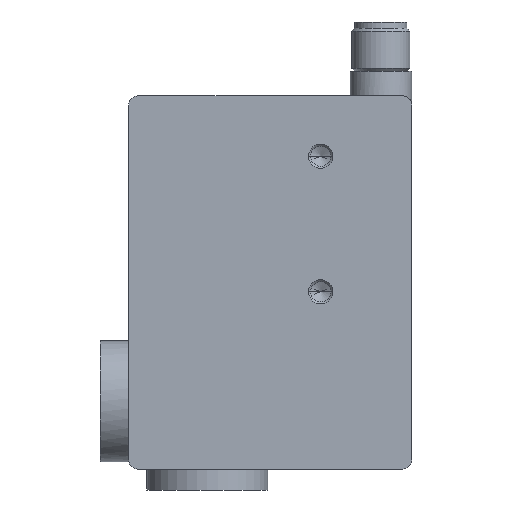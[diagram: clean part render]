
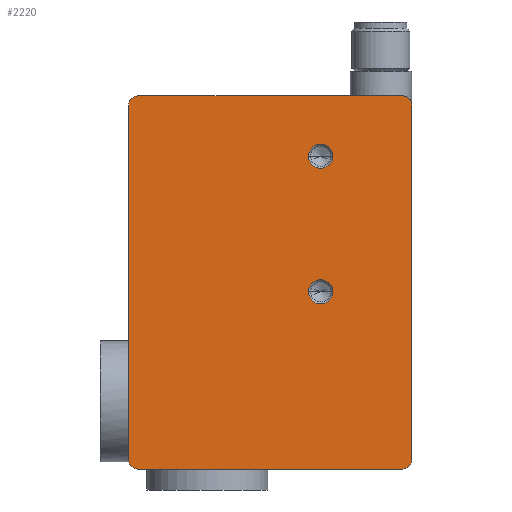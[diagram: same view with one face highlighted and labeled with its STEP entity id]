
A CAD part, front view. The second image highlights one B-rep face of the part: STEP entity #2220.
In plain terms, the highlighted planar face has unit normal (0, -1, 0).
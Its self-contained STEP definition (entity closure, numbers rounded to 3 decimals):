
#1700=CARTESIAN_POINT('POINT105',(-27.305,-15.494,76.962)
   );
#1701=VERTEX_POINT('VERTEX105',#1700);
#1708=CARTESIAN_POINT('POINT106',(27.305,-15.494,
   76.962));
#1709=VERTEX_POINT('VERTEX106',#1708);
#1710=CARTESIAN_POINT('POS163',(27.305,-15.494,76.962));
#1711=DIRECTION('DIR258',(1.,0.,
   0.));
#1712=VECTOR('VEC68',#1711,25.4);
#1713=LINE('STRAIGHT68',#1710,#1712);
#1714=EDGE_CURVE('EDGE164',#1701,#1709,#1713,.T.);
#1729=CARTESIAN_POINT('POINT107',(29.21,-15.494,75.057));
#1730=VERTEX_POINT('VERTEX107',#1729);
#1731=CARTESIAN_POINT('POS165',(27.305,-15.494,
   75.057));
#1732=DIRECTION('DIR261',(0.,1.,0.));
#1733=DIRECTION('DIR262',(1.,0.,
   0.));
#1734=AXIS2_PLACEMENT_3D('AXIS97',#1731,#1732,#1733);
#1735=CIRCLE('ELLIPSE49',#1734,1.905);
#1736=EDGE_CURVE('EDGE166',#1709,#1730,#1735,.T.);
#1762=CARTESIAN_POINT('POINT109',(29.21,-15.494,
   1.905));
#1763=VERTEX_POINT('VERTEX109',#1762);
#1764=CARTESIAN_POINT('POS169',(29.21,-15.494,1.905));
#1765=DIRECTION('DIR268',(0.,0.,
   -1.));
#1766=VECTOR('VEC70',#1765,25.4);
#1767=LINE('STRAIGHT70',#1764,#1766);
#1768=EDGE_CURVE('EDGE169',#1730,#1763,#1767,.T.);
#1793=CARTESIAN_POINT('POINT111',(27.305,-15.494,
   0.));
#1794=VERTEX_POINT('VERTEX111',#1793);
#1795=CARTESIAN_POINT('POS173',(27.305,-15.494,
   1.905));
#1796=DIRECTION('DIR273',(0.,1.,0.));
#1797=DIRECTION('DIR274',(0.,0.,
   -1.));
#1798=AXIS2_PLACEMENT_3D('AXIS101',#1795,#1796,#1797);
#1799=CIRCLE('ELLIPSE51',#1798,1.905);
#1800=EDGE_CURVE('EDGE172',#1763,#1794,#1799,.T.);
#1826=CARTESIAN_POINT('POINT113',(7.914,-15.494,64.516));
#1827=VERTEX_POINT('VERTEX113',#1826);
#1835=CARTESIAN_POINT('POINT114',(12.914,-15.494,64.516))
   ;
#1836=VERTEX_POINT('VERTEX114',#1835);
#1843=CARTESIAN_POINT('POS179',(10.414,-15.494,64.516));
#1844=DIRECTION('DIR282',(0.,1.,0.));
#1845=DIRECTION('DIR283',(1.,0.,0.));
#1846=AXIS2_PLACEMENT_3D('AXIS104',#1843,#1844,#1845);
#1847=CIRCLE('ELLIPSE53',#1846,2.5);
#1848=EDGE_CURVE('EDGE177',#1827,#1836,#1847,.T.);
#1859=EDGE_CURVE('EDGE178',#1836,#1827,#1847,.T.);
#1866=CARTESIAN_POINT('POINT115',(7.914,-15.494,36.576));
#1867=VERTEX_POINT('VERTEX115',#1866);
#1875=CARTESIAN_POINT('POINT116',(12.914,-15.494,36.576))
   ;
#1876=VERTEX_POINT('VERTEX116',#1875);
#1883=CARTESIAN_POINT('POS183',(10.414,-15.494,36.576));
#1884=DIRECTION('DIR288',(0.,1.,0.));
#1885=DIRECTION('DIR289',(1.,0.,0.));
#1886=AXIS2_PLACEMENT_3D('AXIS106',#1883,#1884,#1885);
#1887=CIRCLE('ELLIPSE54',#1886,2.5);
#1888=EDGE_CURVE('EDGE181',#1867,#1876,#1887,.T.);
#1899=EDGE_CURVE('EDGE182',#1876,#1867,#1887,.T.);
#2070=CARTESIAN_POINT('POINT125',(-27.305,-15.494,
   0.));
#2071=VERTEX_POINT('VERTEX125',#2070);
#2072=CARTESIAN_POINT('POS201',(-27.305,-15.494,
   0.));
#2073=DIRECTION('DIR316',(-1.,0.,0.));
#2074=VECTOR('VEC86',#2073,25.4);
#2075=LINE('STRAIGHT86',#2072,#2074);
#2076=EDGE_CURVE('EDGE199',#1794,#2071,#2075,.T.);
#2159=CARTESIAN_POINT('POINT131',(-29.21,-15.494,
   75.057));
#2160=VERTEX_POINT('VERTEX131',#2159);
#2161=CARTESIAN_POINT('POS211',(-27.305,-15.494,
   75.057));
#2162=DIRECTION('DIR332',(0.,1.,0.));
#2163=DIRECTION('DIR333',(0.,0.,
   1.));
#2164=AXIS2_PLACEMENT_3D('AXIS122',#2161,#2162,#2163);
#2165=CIRCLE('ELLIPSE62',#2164,1.905);
#2166=EDGE_CURVE('EDGE207',#2160,#1701,#2165,.T.);
#2184=ORIENTED_EDGE('COEDGE393',*,*,#1899,.T.);
#2185=ORIENTED_EDGE('COEDGE394',*,*,#1888,.T.);
#2186=EDGE_LOOP('NONE',(#2184,#2185));
#2187=FACE_BOUND('LOOP1',#2186,.T.);
#2188=ORIENTED_EDGE('COEDGE395',*,*,#1859,.T.);
#2189=ORIENTED_EDGE('COEDGE396',*,*,#1848,.T.);
#2190=EDGE_LOOP('NONE',(#2188,#2189));
#2191=FACE_BOUND('LOOP1',#2190,.T.);
#2192=ORIENTED_EDGE('COEDGE397',*,*,#2076,.F.);
#2193=ORIENTED_EDGE('COEDGE398',*,*,#1800,.F.);
#2194=ORIENTED_EDGE('COEDGE399',*,*,#1768,.F.);
#2195=ORIENTED_EDGE('COEDGE400',*,*,#1736,.F.);
#2196=ORIENTED_EDGE('COEDGE401',*,*,#1714,.F.);
#2197=ORIENTED_EDGE('COEDGE402',*,*,#2166,.F.);
#2198=CARTESIAN_POINT('POINT132',(-29.21,-15.494,
   1.905));
#2199=VERTEX_POINT('VERTEX132',#2198);
#2200=CARTESIAN_POINT('POS214',(-29.21,-15.494,75.057));
#2201=DIRECTION('DIR337',(0.,0.,
   1.));
#2202=VECTOR('VEC91',#2201,25.4);
#2203=LINE('STRAIGHT91',#2200,#2202);
#2204=EDGE_CURVE('EDGE209',#2199,#2160,#2203,.T.);
#2205=ORIENTED_EDGE('COEDGE403',*,*,#2204,.F.);
#2206=CARTESIAN_POINT('POS215',(-27.305,-15.494,
   1.905));
#2207=DIRECTION('DIR338',(0.,1.,0.));
#2208=DIRECTION('DIR339',(-1.,0.,
   0.));
#2209=AXIS2_PLACEMENT_3D('AXIS124',#2206,#2207,#2208);
#2210=CIRCLE('ELLIPSE63',#2209,1.905);
#2211=EDGE_CURVE('EDGE210',#2071,#2199,#2210,.T.);
#2212=ORIENTED_EDGE('COEDGE404',*,*,#2211,.F.);
#2213=EDGE_LOOP('NONE',(#2192,#2193,#2194,#2195,#2196,#2197,#2205,#2212)
   );
#2214=FACE_BOUND('LOOP1',#2213,.T.);
#2215=CARTESIAN_POINT('POS216',(0.,-15.494,
   38.481));
#2216=DIRECTION('DIR340',(0.,-1.,0.));
#2217=DIRECTION('DIR341',(1.,0.,0.));
#2218=AXIS2_PLACEMENT_3D('AXIS125',#2215,#2216,#2217);
#2219=PLANE('PLANE21',#2218);
#2220=ADVANCED_FACE('FACE99',(#2187,#2191,#2214),#2219,.T.);
